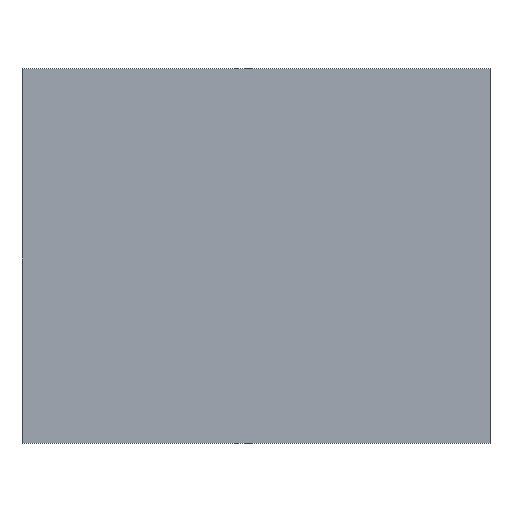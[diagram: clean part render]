
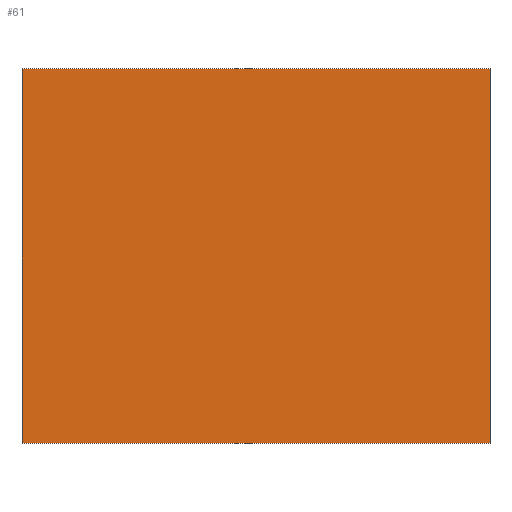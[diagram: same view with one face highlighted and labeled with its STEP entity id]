
A CAD part, top view. The second image highlights one B-rep face of the part: STEP entity #61.
In plain terms, the highlighted planar face has unit normal (0, 0, 1).
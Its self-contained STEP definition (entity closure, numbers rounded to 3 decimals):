
#13 = CARTESIAN_POINT ( 'NONE',  ( 127., -101.6, 0.75 ) ) ;
#16 = DIRECTION ( 'NONE',  ( -1., 0., 0. ) ) ;
#35 = CARTESIAN_POINT ( 'NONE',  ( -127., 101.6, 0.75 ) ) ;
#37 = CARTESIAN_POINT ( 'NONE',  ( -127., -101.6, 0.75 ) ) ;
#43 = VECTOR ( 'NONE', #103, 1000. ) ;
#46 = EDGE_CURVE ( 'NONE', #107, #151, #223, .T. ) ;
#49 = LINE ( 'NONE', #13, #43 ) ;
#50 = VECTOR ( 'NONE', #16, 1000. ) ;
#61 = ADVANCED_FACE ( 'NONE', ( #227 ), #213, .T. ) ;
#68 = VECTOR ( 'NONE', #230, 1000. ) ;
#73 = CARTESIAN_POINT ( 'NONE',  ( 127., 101.6, 0.75 ) ) ;
#92 = EDGE_CURVE ( 'NONE', #182, #107, #174, .T. ) ;
#97 = ORIENTED_EDGE ( 'NONE', *, *, #167, .T. ) ;
#100 = ORIENTED_EDGE ( 'NONE', *, *, #115, .T. ) ;
#102 = ORIENTED_EDGE ( 'NONE', *, *, #46, .T. ) ;
#103 = DIRECTION ( 'NONE',  ( 0., 1., 0. ) ) ;
#107 = VERTEX_POINT ( 'NONE', #35 ) ;
#115 = EDGE_CURVE ( 'NONE', #151, #168, #235, .T. ) ;
#125 = CARTESIAN_POINT ( 'NONE',  ( 127., 101.6, 0.75 ) ) ;
#130 = AXIS2_PLACEMENT_3D ( 'NONE', #236, #193, #163 ) ;
#133 = CARTESIAN_POINT ( 'NONE',  ( 127., -101.6, 0.75 ) ) ;
#146 = EDGE_LOOP ( 'NONE', ( #102, #100, #97, #207 ) ) ;
#151 = VERTEX_POINT ( 'NONE', #195 ) ;
#163 = DIRECTION ( 'NONE',  ( 1., 0., 0. ) ) ;
#167 = EDGE_CURVE ( 'NONE', #168, #182, #49, .T. ) ;
#168 = VERTEX_POINT ( 'NONE', #217 ) ;
#174 = LINE ( 'NONE', #73, #50 ) ;
#182 = VERTEX_POINT ( 'NONE', #125 ) ;
#193 = DIRECTION ( 'NONE',  ( 0., 0., 1. ) ) ;
#195 = CARTESIAN_POINT ( 'NONE',  ( -127., -101.6, 0.75 ) ) ;
#207 = ORIENTED_EDGE ( 'NONE', *, *, #92, .T. ) ;
#213 = PLANE ( 'NONE',  #130 ) ;
#217 = CARTESIAN_POINT ( 'NONE',  ( 127., -101.6, 0.75 ) ) ;
#218 = VECTOR ( 'NONE', #234, 1000. ) ;
#223 = LINE ( 'NONE', #37, #218 ) ;
#227 = FACE_OUTER_BOUND ( 'NONE', #146, .T. ) ;
#230 = DIRECTION ( 'NONE',  ( 1., 0., 0. ) ) ;
#234 = DIRECTION ( 'NONE',  ( 0., -1., 0. ) ) ;
#235 = LINE ( 'NONE', #133, #68 ) ;
#236 = CARTESIAN_POINT ( 'NONE',  ( 0., 0., 0.75 ) ) ;
